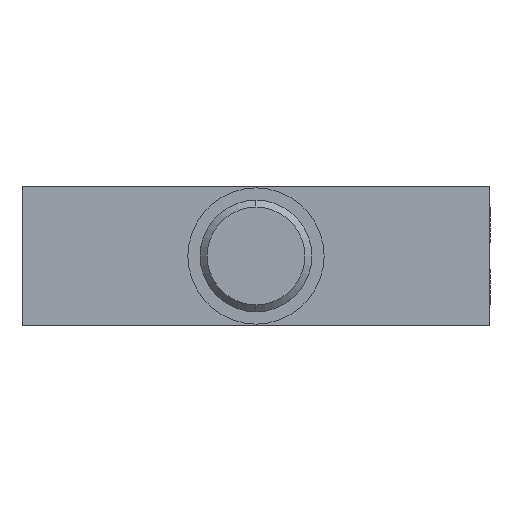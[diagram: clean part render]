
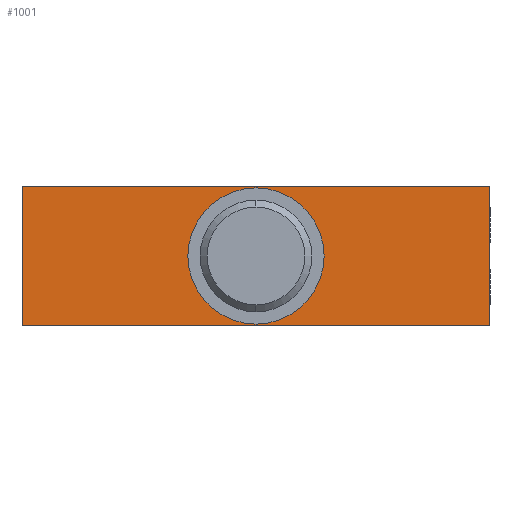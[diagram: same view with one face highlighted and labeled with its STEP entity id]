
A CAD part, left-side view. The second image highlights one B-rep face of the part: STEP entity #1001.
In plain terms, the highlighted planar face has unit normal (-1, 0, 0).
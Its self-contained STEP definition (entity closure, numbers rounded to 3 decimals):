
#47 = AXIS2_PLACEMENT_3D ( 'NONE', #717, #719, #703 ) ;
#51 = EDGE_CURVE ( 'NONE', #1926, #1894, #1019, .T. ) ;
#71 = AXIS2_PLACEMENT_3D ( 'NONE', #796, #789, #857 ) ;
#81 = EDGE_CURVE ( 'NONE', #1894, #1926, #1268, .T. ) ;
#104 = EDGE_CURVE ( 'NONE', #1875, #1904, #1267, .T. ) ;
#168 = EDGE_CURVE ( 'NONE', #2052, #1875, #1315, .T. ) ;
#203 = EDGE_CURVE ( 'NONE', #2052, #1869, #1334, .T. ) ;
#238 = EDGE_CURVE ( 'NONE', #1869, #1904, #1332, .T. ) ;
#261 = AXIS2_PLACEMENT_3D ( 'NONE', #1255, #1087, #1208 ) ;
#277 = ORIENTED_EDGE ( 'NONE', *, *, #238, .T. ) ;
#351 = ORIENTED_EDGE ( 'NONE', *, *, #81, .F. ) ;
#384 = ORIENTED_EDGE ( 'NONE', *, *, #203, .T. ) ;
#513 = ORIENTED_EDGE ( 'NONE', *, *, #104, .F. ) ;
#515 = ORIENTED_EDGE ( 'NONE', *, *, #51, .F. ) ;
#530 = ORIENTED_EDGE ( 'NONE', *, *, #168, .F. ) ;
#612 = CARTESIAN_POINT ( 'NONE',  ( -34.5, -33.5, 10. ) ) ;
#616 = DIRECTION ( 'NONE',  ( 0., 0., -1. ) ) ;
#703 = DIRECTION ( 'NONE',  ( 0., 1., 0. ) ) ;
#717 = CARTESIAN_POINT ( 'NONE',  ( -34.5, 0., 0. ) ) ;
#719 = DIRECTION ( 'NONE',  ( -1., 0., 0. ) ) ;
#789 = DIRECTION ( 'NONE',  ( -1., 0., 0. ) ) ;
#796 = CARTESIAN_POINT ( 'NONE',  ( -34.5, 0., 0. ) ) ;
#857 = DIRECTION ( 'NONE',  ( 0., 1., 0. ) ) ;
#1001 = ADVANCED_FACE ( 'NONE', ( #1527, #1532 ), #1178, .F. ) ;
#1019 = CIRCLE ( 'NONE', #71, 9.75 ) ;
#1032 = CARTESIAN_POINT ( 'NONE',  ( -34.5, 33.5, -10. ) ) ;
#1087 = DIRECTION ( 'NONE',  ( 1., 0., 0. ) ) ;
#1100 = CARTESIAN_POINT ( 'NONE',  ( -34.5, 0., -9.75 ) ) ;
#1104 = EDGE_LOOP ( 'NONE', ( #515, #351 ) ) ;
#1119 = EDGE_LOOP ( 'NONE', ( #277, #513, #530, #384 ) ) ;
#1178 = PLANE ( 'NONE',  #261 ) ;
#1208 = DIRECTION ( 'NONE',  ( 0., 1., 0. ) ) ;
#1217 = CARTESIAN_POINT ( 'NONE',  ( -34.5, 33.5, 10. ) ) ;
#1235 = CARTESIAN_POINT ( 'NONE',  ( -34.5, 0., 9.75 ) ) ;
#1250 = CARTESIAN_POINT ( 'NONE',  ( -34.5, -33.5, 10. ) ) ;
#1255 = CARTESIAN_POINT ( 'NONE',  ( -34.5, 33.5, 10. ) ) ;
#1257 = CARTESIAN_POINT ( 'NONE',  ( -34.5, -33.5, -10. ) ) ;
#1267 = LINE ( 'NONE', #612, #1290 ) ;
#1268 = CIRCLE ( 'NONE', #47, 9.75 ) ;
#1290 = VECTOR ( 'NONE', #616, 1000. ) ;
#1310 = VECTOR ( 'NONE', #1587, 1000. ) ;
#1315 = LINE ( 'NONE', #1733, #1310 ) ;
#1332 = LINE ( 'NONE', #1704, #1336 ) ;
#1334 = LINE ( 'NONE', #1673, #1335 ) ;
#1335 = VECTOR ( 'NONE', #1691, 1000. ) ;
#1336 = VECTOR ( 'NONE', #1824, 1000. ) ;
#1527 = FACE_OUTER_BOUND ( 'NONE', #1119, .T. ) ;
#1532 = FACE_BOUND ( 'NONE', #1104, .T. ) ;
#1587 = DIRECTION ( 'NONE',  ( 0., -1., 0. ) ) ;
#1673 = CARTESIAN_POINT ( 'NONE',  ( -34.5, 33.5, 10. ) ) ;
#1691 = DIRECTION ( 'NONE',  ( 0., 0., -1. ) ) ;
#1704 = CARTESIAN_POINT ( 'NONE',  ( -34.5, 33.5, -10. ) ) ;
#1733 = CARTESIAN_POINT ( 'NONE',  ( -34.5, 33.5, 10. ) ) ;
#1824 = DIRECTION ( 'NONE',  ( 0., -1., 0. ) ) ;
#1869 = VERTEX_POINT ( 'NONE', #1032 ) ;
#1875 = VERTEX_POINT ( 'NONE', #1250 ) ;
#1894 = VERTEX_POINT ( 'NONE', #1235 ) ;
#1904 = VERTEX_POINT ( 'NONE', #1257 ) ;
#1926 = VERTEX_POINT ( 'NONE', #1100 ) ;
#2052 = VERTEX_POINT ( 'NONE', #1217 ) ;
